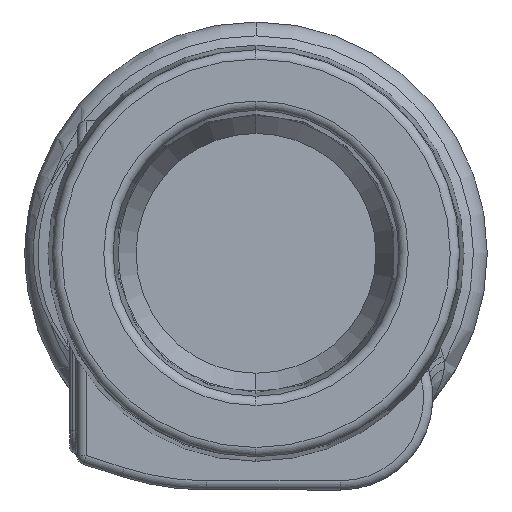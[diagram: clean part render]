
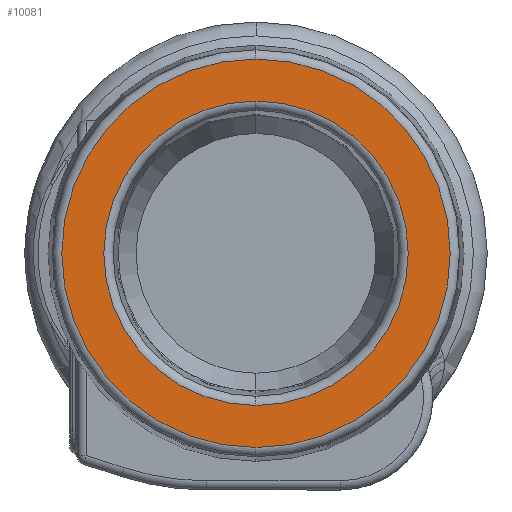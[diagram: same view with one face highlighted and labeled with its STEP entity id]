
A CAD part, left-side view. The second image highlights one B-rep face of the part: STEP entity #10081.
In plain terms, the highlighted planar face has unit normal (-1, 0, 0).
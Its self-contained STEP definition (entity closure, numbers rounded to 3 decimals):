
#1102 = DIRECTION ( 'NONE',  ( -1., 0., 0. ) ) ;
#1210 = CARTESIAN_POINT ( 'NONE',  ( -34.05, -6., -10.504 ) ) ;
#1733 = CARTESIAN_POINT ( 'NONE',  ( -34.05, -6., 0. ) ) ;
#3628 = CARTESIAN_POINT ( 'NONE',  ( -34.05, 4.504, 0. ) ) ;
#3965 = CARTESIAN_POINT ( 'NONE',  ( -34.05, -6., 8.229 ) ) ;
#3990 = DIRECTION ( 'NONE',  ( 0., 0., 1. ) ) ;
#4215 = DIRECTION ( 'NONE',  ( 0., 0., 1. ) ) ;
#4969 = FACE_OUTER_BOUND ( 'NONE', #16342, .T. ) ;
#5803 = DIRECTION ( 'NONE',  ( 0., 0., -1. ) ) ;
#6026 = EDGE_LOOP ( 'NONE', ( #16495, #11872 ) ) ;
#6511 = VERTEX_POINT ( 'NONE', #1210 ) ;
#6861 = CIRCLE ( 'NONE', #23579, 10.504 ) ;
#7135 = CARTESIAN_POINT ( 'NONE',  ( -34.05, -6., 0. ) ) ;
#7289 = DIRECTION ( 'NONE',  ( -1., 0., 0. ) ) ;
#7298 = VERTEX_POINT ( 'NONE', #3965 ) ;
#7409 = DIRECTION ( 'NONE',  ( 0., 0., 1. ) ) ;
#7530 = DIRECTION ( 'NONE',  ( 1., 0., 0. ) ) ;
#7824 = EDGE_CURVE ( 'NONE', #7298, #17571, #8030, .T. ) ;
#8030 = CIRCLE ( 'NONE', #21232, 8.229 ) ;
#10081 = ADVANCED_FACE ( 'NONE', ( #21652, #4969 ), #14622, .F. ) ;
#10202 = CARTESIAN_POINT ( 'NONE',  ( -34.05, -6., 0. ) ) ;
#11118 = EDGE_CURVE ( 'NONE', #17571, #7298, #18552, .T. ) ;
#11264 = EDGE_CURVE ( 'NONE', #6511, #12509, #6861, .T. ) ;
#11520 = CARTESIAN_POINT ( 'NONE',  ( -34.05, -6., -8.229 ) ) ;
#11539 = ORIENTED_EDGE ( 'NONE', *, *, #20936, .T. ) ;
#11872 = ORIENTED_EDGE ( 'NONE', *, *, #11118, .F. ) ;
#12509 = VERTEX_POINT ( 'NONE', #13983 ) ;
#12852 = CIRCLE ( 'NONE', #14030, 10.504 ) ;
#13411 = AXIS2_PLACEMENT_3D ( 'NONE', #3628, #7530, #5803 ) ;
#13983 = CARTESIAN_POINT ( 'NONE',  ( -34.05, -6., 10.504 ) ) ;
#14030 = AXIS2_PLACEMENT_3D ( 'NONE', #1733, #7289, #3990 ) ;
#14622 = PLANE ( 'NONE',  #13411 ) ;
#15060 = AXIS2_PLACEMENT_3D ( 'NONE', #7135, #21630, #18357 ) ;
#16342 = EDGE_LOOP ( 'NONE', ( #11539, #18269 ) ) ;
#16495 = ORIENTED_EDGE ( 'NONE', *, *, #7824, .F. ) ;
#16687 = CARTESIAN_POINT ( 'NONE',  ( -34.05, -6., 0. ) ) ;
#17571 = VERTEX_POINT ( 'NONE', #11520 ) ;
#18269 = ORIENTED_EDGE ( 'NONE', *, *, #11264, .T. ) ;
#18357 = DIRECTION ( 'NONE',  ( 0., 0., 1. ) ) ;
#18552 = CIRCLE ( 'NONE', #15060, 8.229 ) ;
#20830 = DIRECTION ( 'NONE',  ( -1., 0., 0. ) ) ;
#20936 = EDGE_CURVE ( 'NONE', #12509, #6511, #12852, .T. ) ;
#21232 = AXIS2_PLACEMENT_3D ( 'NONE', #16687, #20830, #7409 ) ;
#21630 = DIRECTION ( 'NONE',  ( -1., 0., 0. ) ) ;
#21652 = FACE_BOUND ( 'NONE', #6026, .T. ) ;
#23579 = AXIS2_PLACEMENT_3D ( 'NONE', #10202, #1102, #4215 ) ;
